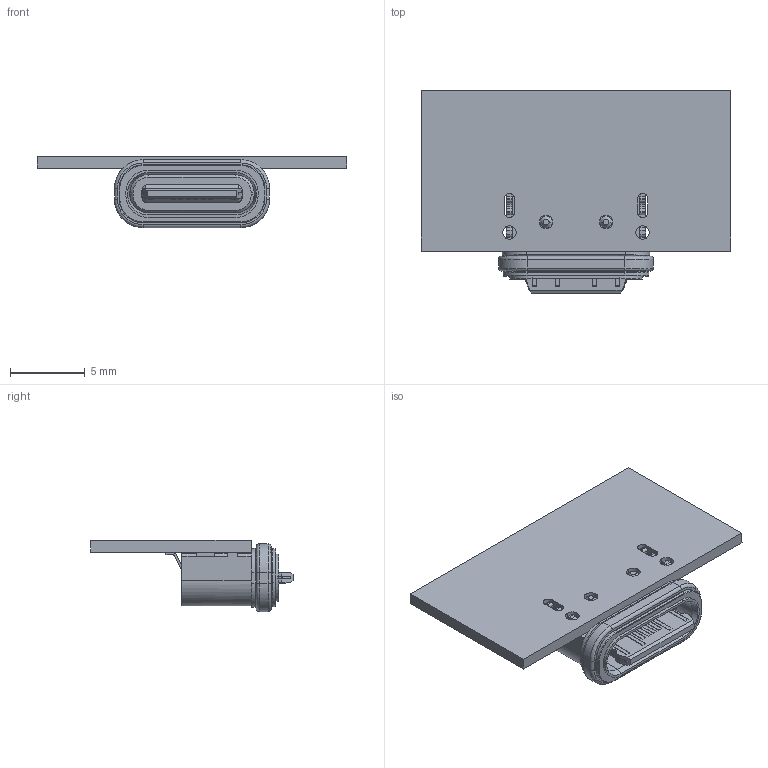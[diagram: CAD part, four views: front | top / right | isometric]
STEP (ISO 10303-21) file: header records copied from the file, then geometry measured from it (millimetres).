
FILE_DESCRIPTION (( 'STEP AP203' ), '1' );
FILE_NAME ('USBC-0086ipx7-00.STEP', '2023-12-19T08:23:48', ( '' ), ( '' ), 'SwSTEP 2.0', 'SolidWorks 2018', '' );
FILE_SCHEMA (( 'CONFIG_CONTROL_DESIGN' ));
Length unit declared in the file: millimetre
Products named in the file (1): USBC-0086ipx7-00
Bounding box: 20.65 x 13.52 x 4.76 mm (x, y, z)
Volume: 345.2 mm3; surface area: 1102.3 mm2
Topology: 4 solids, 4 shells, 712 faces, 1868 edges, 1204 vertices
Faces by surface type: plane 467, cylinder 190, torus 28, cone 25, bspline 2
Entity records: 22041 total; most frequent: CARTESIAN_POINT 4227, ORIENTED_EDGE 3736, DIRECTION 3607, EDGE_CURVE 1868, VECTOR 1415, LINE 1415, VERTEX_POINT 1204, AXIS2_PLACEMENT_3D 1096
